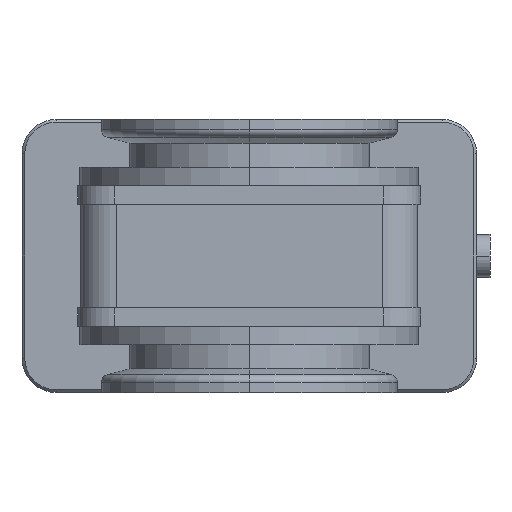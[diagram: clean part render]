
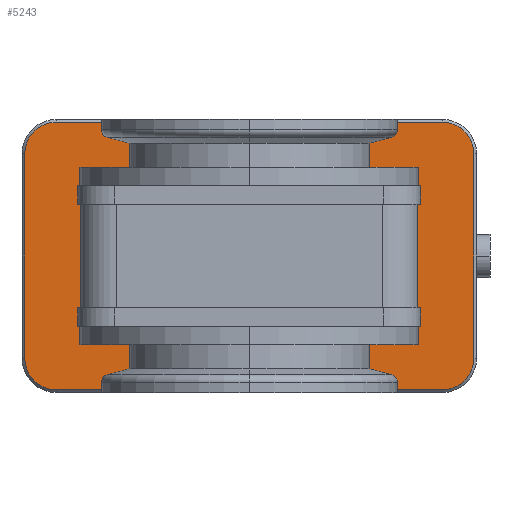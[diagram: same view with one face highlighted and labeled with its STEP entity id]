
A CAD part, front view. The second image highlights one B-rep face of the part: STEP entity #5243.
In plain terms, the highlighted planar face has unit normal (0, -1, 0).
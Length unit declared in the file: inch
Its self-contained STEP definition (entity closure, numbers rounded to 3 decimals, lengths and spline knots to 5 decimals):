
#2=DIRECTION('',(-1.,0.,0.));
#3=VECTOR('',#2,2.497);
#4=CARTESIAN_POINT('',(1.2485,3.158,-0.5125));
#5=LINE('',#4,#3);
#38=CARTESIAN_POINT('',(1.406,3.158,-0.745));
#39=DIRECTION('',(0.,1.,0.));
#40=DIRECTION('',(1.,0.,0.));
#41=AXIS2_PLACEMENT_3D('',#38,#39,#40);
#43=DIRECTION('',(-1.,0.,0.));
#44=VECTOR('',#43,2.812);
#45=CARTESIAN_POINT('',(1.406,3.158,-0.975));
#46=LINE('',#45,#44);
#47=CARTESIAN_POINT('',(-1.406,3.158,-0.745));
#48=DIRECTION('',(0.,1.,0.));
#49=DIRECTION('',(0.,0.,-1.));
#50=AXIS2_PLACEMENT_3D('',#47,#48,#49);
#52=DIRECTION('',(0.,0.,1.));
#53=VECTOR('',#52,1.49);
#54=CARTESIAN_POINT('',(-1.636,3.158,-0.745));
#55=LINE('',#54,#53);
#56=CARTESIAN_POINT('',(-1.406,3.158,0.745));
#57=DIRECTION('',(0.,1.,0.));
#58=DIRECTION('',(-1.,0.,0.));
#59=AXIS2_PLACEMENT_3D('',#56,#57,#58);
#61=DIRECTION('',(1.,0.,0.));
#62=VECTOR('',#61,2.812);
#63=CARTESIAN_POINT('',(-1.406,3.158,0.975));
#64=LINE('',#63,#62);
#65=CARTESIAN_POINT('',(1.406,3.158,0.745));
#66=DIRECTION('',(0.,1.,0.));
#67=DIRECTION('',(0.,0.,1.));
#68=AXIS2_PLACEMENT_3D('',#65,#66,#67);
#70=DIRECTION('',(0.,0.,-1.));
#71=VECTOR('',#70,1.49);
#72=CARTESIAN_POINT('',(1.636,3.158,0.745));
#73=LINE('',#72,#71);
#74=DIRECTION('',(0.,0.,-1.));
#75=VECTOR('',#74,0.135);
#76=CARTESIAN_POINT('',(1.2485,3.158,-0.3775));
#77=LINE('',#76,#75);
#78=DIRECTION('',(-1.,0.,0.));
#79=VECTOR('',#78,0.02);
#80=CARTESIAN_POINT('',(1.2485,3.158,-0.3775));
#81=LINE('',#80,#79);
#82=DIRECTION('',(1.,0.,0.));
#83=VECTOR('',#82,0.02);
#84=CARTESIAN_POINT('',(1.2285,3.158,0.3775));
#85=LINE('',#84,#83);
#86=DIRECTION('',(0.,0.,1.));
#87=VECTOR('',#86,0.135);
#88=CARTESIAN_POINT('',(1.2485,3.158,0.3775));
#89=LINE('',#88,#87);
#90=DIRECTION('',(0.,0.,1.));
#91=VECTOR('',#90,0.135);
#92=CARTESIAN_POINT('',(-1.2485,3.158,0.3775));
#93=LINE('',#92,#91);
#94=DIRECTION('',(1.,0.,0.));
#95=VECTOR('',#94,0.02);
#96=CARTESIAN_POINT('',(-1.2485,3.158,0.3775));
#97=LINE('',#96,#95);
#98=DIRECTION('',(-1.,0.,0.));
#99=VECTOR('',#98,0.02);
#100=CARTESIAN_POINT('',(-1.2285,3.158,-0.3775));
#101=LINE('',#100,#99);
#102=DIRECTION('',(0.,0.,-1.));
#103=VECTOR('',#102,0.135);
#104=CARTESIAN_POINT('',(-1.2485,3.158,-0.3775));
#105=LINE('',#104,#103);
#3767=DIRECTION('',(0.,0.,1.));
#3768=VECTOR('',#3767,0.755);
#3769=CARTESIAN_POINT('',(-1.2285,3.158,-0.3775));
#3770=LINE('',#3769,#3768);
#3801=DIRECTION('',(1.,0.,0.));
#3802=VECTOR('',#3801,2.497);
#3803=CARTESIAN_POINT('',(-1.2485,3.158,0.5125));
#3804=LINE('',#3803,#3802);
#4153=DIRECTION('',(0.,0.,1.));
#4154=VECTOR('',#4153,0.755);
#4155=CARTESIAN_POINT('',(1.2285,3.158,-0.3775));
#4156=LINE('',#4155,#4154);
#4213=CARTESIAN_POINT('',(1.636,3.158,-0.745));
#4214=CARTESIAN_POINT('',(1.406,3.158,-0.975));
#4215=VERTEX_POINT('',#4213);
#4216=VERTEX_POINT('',#4214);
#4219=CARTESIAN_POINT('',(-1.406,3.158,
-0.975));
#4220=VERTEX_POINT('',#4219);
#4223=CARTESIAN_POINT('',(-1.636,3.158,-0.745));
#4224=VERTEX_POINT('',#4223);
#4227=CARTESIAN_POINT('',(-1.636,3.158,
0.745));
#4228=VERTEX_POINT('',#4227);
#4231=CARTESIAN_POINT('',(-1.406,3.158,0.975));
#4232=VERTEX_POINT('',#4231);
#4235=CARTESIAN_POINT('',(1.406,3.158,0.975));
#4236=VERTEX_POINT('',#4235);
#4239=CARTESIAN_POINT('',(1.636,3.158,0.745));
#4240=VERTEX_POINT('',#4239);
#5113=CARTESIAN_POINT('',(-1.2285,3.158,0.3775));
#5115=VERTEX_POINT('',#5113);
#5122=CARTESIAN_POINT('',(1.2285,3.158,0.3775));
#5124=VERTEX_POINT('',#5122);
#5125=CARTESIAN_POINT('',(-1.2485,3.158,0.3775));
#5126=VERTEX_POINT('',#5125);
#5127=CARTESIAN_POINT('',(1.2485,3.158,0.3775));
#5128=VERTEX_POINT('',#5127);
#5129=CARTESIAN_POINT('',(-1.2485,3.158,0.5125));
#5130=VERTEX_POINT('',#5129);
#5131=CARTESIAN_POINT('',(1.2485,3.158,0.5125));
#5132=VERTEX_POINT('',#5131);
#5149=CARTESIAN_POINT('',(-1.2285,3.158,-0.3775));
#5151=VERTEX_POINT('',#5149);
#5158=CARTESIAN_POINT('',(1.2285,3.158,-0.3775));
#5160=VERTEX_POINT('',#5158);
#5161=CARTESIAN_POINT('',(1.2485,3.158,-0.3775));
#5162=VERTEX_POINT('',#5161);
#5163=CARTESIAN_POINT('',(-1.2485,3.158,-0.3775));
#5164=VERTEX_POINT('',#5163);
#5165=CARTESIAN_POINT('',(-1.2485,3.158,-0.5125));
#5166=VERTEX_POINT('',#5165);
#5167=CARTESIAN_POINT('',(1.2485,3.158,-0.5125));
#5168=VERTEX_POINT('',#5167);
#5195=CARTESIAN_POINT('',(-1.656,3.158,-0.995));
#5196=DIRECTION('',(0.,-1.,0.));
#5197=DIRECTION('',(1.,0.,0.));
#5198=AXIS2_PLACEMENT_3D('',#5195,#5196,#5197);
#5199=PLANE('',#5198);
#5201=ORIENTED_EDGE('',*,*,#5200,.T.);
#5203=ORIENTED_EDGE('',*,*,#5202,.T.);
#5205=ORIENTED_EDGE('',*,*,#5204,.T.);
#5207=ORIENTED_EDGE('',*,*,#5206,.T.);
#5209=ORIENTED_EDGE('',*,*,#5208,.T.);
#5211=ORIENTED_EDGE('',*,*,#5210,.T.);
#5213=ORIENTED_EDGE('',*,*,#5212,.T.);
#5215=ORIENTED_EDGE('',*,*,#5214,.T.);
#5216=EDGE_LOOP('',(#5201,#5203,#5205,#5207,#5209,#5211,#5213,#5215));
#5217=FACE_OUTER_BOUND('',#5216,.F.);
#5218=ORIENTED_EDGE('',*,*,#5174,.F.);
#5220=ORIENTED_EDGE('',*,*,#5219,.F.);
#5222=ORIENTED_EDGE('',*,*,#5221,.T.);
#5224=ORIENTED_EDGE('',*,*,#5223,.T.);
#5226=ORIENTED_EDGE('',*,*,#5225,.T.);
#5228=ORIENTED_EDGE('',*,*,#5227,.T.);
#5230=ORIENTED_EDGE('',*,*,#5229,.F.);
#5232=ORIENTED_EDGE('',*,*,#5231,.F.);
#5234=ORIENTED_EDGE('',*,*,#5233,.T.);
#5236=ORIENTED_EDGE('',*,*,#5235,.F.);
#5238=ORIENTED_EDGE('',*,*,#5237,.T.);
#5240=ORIENTED_EDGE('',*,*,#5239,.T.);
#5241=EDGE_LOOP('',(#5218,#5220,#5222,#5224,#5226,#5228,#5230,#5232,#5234,#5236,
#5238,#5240));
#5242=FACE_BOUND('',#5241,.F.);
#42=CIRCLE('',#41,0.23);
#51=CIRCLE('',#50,0.23);
#60=CIRCLE('',#59,0.23);
#69=CIRCLE('',#68,0.23);
#5174=EDGE_CURVE('',#5168,#5166,#5,.T.);
#5200=EDGE_CURVE('',#4215,#4216,#42,.T.);
#5202=EDGE_CURVE('',#4216,#4220,#46,.T.);
#5204=EDGE_CURVE('',#4220,#4224,#51,.T.);
#5206=EDGE_CURVE('',#4224,#4228,#55,.T.);
#5208=EDGE_CURVE('',#4228,#4232,#60,.T.);
#5210=EDGE_CURVE('',#4232,#4236,#64,.T.);
#5212=EDGE_CURVE('',#4236,#4240,#69,.T.);
#5214=EDGE_CURVE('',#4240,#4215,#73,.T.);
#5219=EDGE_CURVE('',#5162,#5168,#77,.T.);
#5221=EDGE_CURVE('',#5162,#5160,#81,.T.);
#5223=EDGE_CURVE('',#5160,#5124,#4156,.T.);
#5225=EDGE_CURVE('',#5124,#5128,#85,.T.);
#5227=EDGE_CURVE('',#5128,#5132,#89,.T.);
#5229=EDGE_CURVE('',#5130,#5132,#3804,.T.);
#5231=EDGE_CURVE('',#5126,#5130,#93,.T.);
#5233=EDGE_CURVE('',#5126,#5115,#97,.T.);
#5235=EDGE_CURVE('',#5151,#5115,#3770,.T.);
#5237=EDGE_CURVE('',#5151,#5164,#101,.T.);
#5239=EDGE_CURVE('',#5164,#5166,#105,.T.);
#5243=ADVANCED_FACE('',(#5217,#5242),#5199,.T.);
